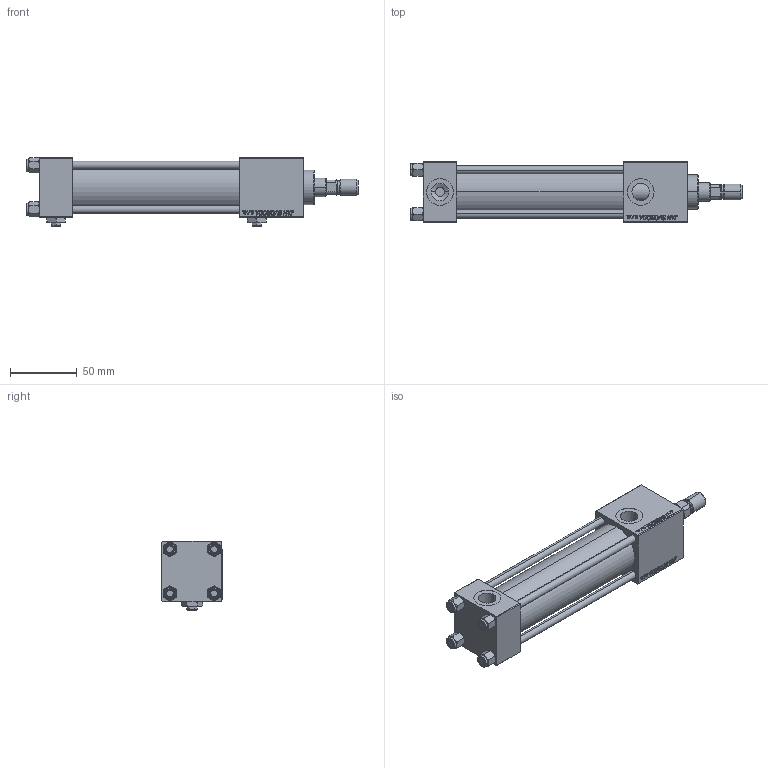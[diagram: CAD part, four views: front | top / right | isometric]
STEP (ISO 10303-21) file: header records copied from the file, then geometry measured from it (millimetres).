
FILE_DESCRIPTION (( 'STEP AP203' ), '1' );
FILE_NAME ('641b.STEP', '2025-10-27T08:04:04', ( '' ), ( '' ), 'SwSTEP 2.0', 'SolidWorks 2019', '' );
FILE_SCHEMA (( 'CONFIG_CONTROL_DESIGN' ));
Length unit declared in the file: millimetre
Products named in the file (8): 641b; ROD_END_AH af36884d3f324e8d860096a078437d1b; V215CR_VCP_C af36884d3f324e8d860096a078437d1b; NUT_M5_C af36884d3f324e8d860096a078437d1b; Zatka_pro_OIL_PORT af36884d3f324e8d860096a078437d1b; V215CR_C_TYCINKA af36884d3f324e8d860096a078437d1b; V215CR_C_Body af36884d3f324e8d860096a078437d1b; V215_VC_A af36884d3f324e8d860096a078437d1b
Assembly tree (14 placements, depth 2):
  641b
    V215CR_C_Body af36884d3f324e8d860096a078437d1b
    V215CR_VCP_C af36884d3f324e8d860096a078437d1b
    NUT_M5_C af36884d3f324e8d860096a078437d1b  x4
    V215CR_C_TYCINKA af36884d3f324e8d860096a078437d1b  x4
    V215_VC_A af36884d3f324e8d860096a078437d1b
    ROD_END_AH af36884d3f324e8d860096a078437d1b
    Zatka_pro_OIL_PORT af36884d3f324e8d860096a078437d1b  x2
Bounding box: 249 x 45 x 52 mm (x, y, z)
Volume: 238836.4 mm3; surface area: 95221.5 mm2
Topology: 14 solids, 14 shells, 1262 faces, 3132 edges, 2019 vertices
Faces by surface type: plane 576, bspline 392, cone 182, cylinder 102, torus 10
Entity records: 52663 total; most frequent: CARTESIAN_POINT 27776, ORIENTED_EDGE 5564, DIRECTION 3616, EDGE_CURVE 2782, VERTEX_POINT 1817, LINE 1648, VECTOR 1648, EDGE_LOOP 1235
